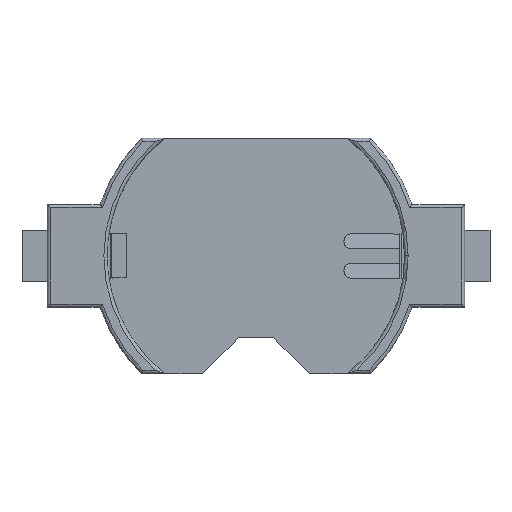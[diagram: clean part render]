
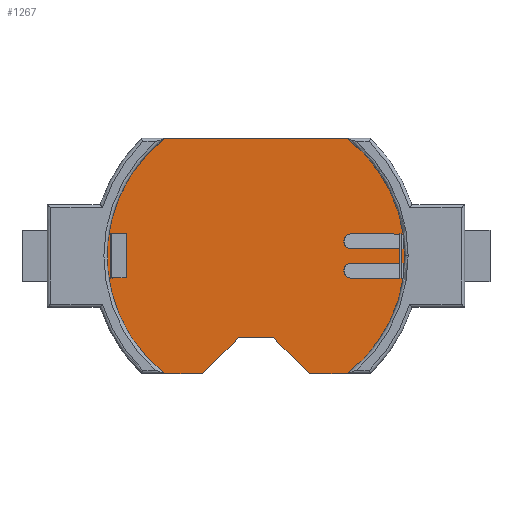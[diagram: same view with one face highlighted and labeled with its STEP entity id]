
A CAD part, top view. The second image highlights one B-rep face of the part: STEP entity #1267.
In plain terms, the highlighted planar face has unit normal (0, 0, 1).
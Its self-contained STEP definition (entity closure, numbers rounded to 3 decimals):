
#13=DIRECTION('',(0.,0.,1.));
#34=VECTOR('',#35,1.);
#35=DIRECTION('',(0.,-1.,0.));
#47=DIRECTION('',(1.,0.,0.));
#57=VECTOR('',#58,1.);
#58=DIRECTION('',(-1.,0.,0.));
#84=DIRECTION('',(-0.707,0.707,0.));
#148=DIRECTION('',(-0.707,-0.707,0.));
#166=VECTOR('',#47,1.);
#173=DIRECTION('',(0.,1.,0.));
#371=VECTOR('',#173,1.);
#667=VERTEX_POINT('',#668);
#668=CARTESIAN_POINT('',(-6.222,8.,1.1));
#671=EDGE_CURVE('',#672,#667,#674,.T.);
#672=VERTEX_POINT('',#673);
#673=CARTESIAN_POINT('',(6.222,8.,1.1));
#674=LINE('',#675,#57);
#675=CARTESIAN_POINT('',(-7.1,8.,1.1));
#1135=VERTEX_POINT('',#1136);
#1136=CARTESIAN_POINT('',(-6.222,-8.,1.1));
#1138=ORIENTED_EDGE('',*,*,#1139,.F.);
#1139=EDGE_CURVE('',#1140,#1135,#1142,.T.);
#1140=VERTEX_POINT('',#1141);
#1141=CARTESIAN_POINT('',(-3.636,-8.,1.1));
#1142=LINE('',#1143,#57);
#1143=CARTESIAN_POINT('',(-7.1,-8.,1.1));
#1240=VERTEX_POINT('',#1241);
#1241=CARTESIAN_POINT('',(6.222,-8.,1.1));
#1257=EDGE_CURVE('',#1258,#672,#1260,.T.);
#1258=VERTEX_POINT('',#1259);
#1259=CARTESIAN_POINT('',(10.135,0.,1.1));
#1260=CIRCLE('',#1261,10.135);
#1261=AXIS2_PLACEMENT_3D('',#1262,#13,#47);
#1262=CARTESIAN_POINT('',(0.,0.,1.1));
#1264=EDGE_CURVE('',#1240,#1258,#1260,.T.);
#1267=ADVANCED_FACE('',(#1268,#1297,#1363),#1393,.T.);
#1268=FACE_BOUND('',#1269,.T.);
#1269=EDGE_LOOP('',(#1270,#1271,#1272,#1138,#1274,#1281,#1287,#1294,#1296));
#1270=ORIENTED_EDGE('',*,*,#1257,.T.);
#1271=ORIENTED_EDGE('',*,*,#671,.T.);
#1272=ORIENTED_EDGE('',*,*,#1273,.T.);
#1273=EDGE_CURVE('',#667,#1135,#1260,.T.);
#1274=ORIENTED_EDGE('',*,*,#1275,.F.);
#1275=EDGE_CURVE('',#1276,#1140,#1278,.T.);
#1276=VERTEX_POINT('',#1277);
#1277=CARTESIAN_POINT('',(-1.212,-5.576,1.1));
#1278=LINE('',#1279,#1280);
#1279=CARTESIAN_POINT('',(-1.939,-6.303,1.1));
#1280=VECTOR('',#148,1.);
#1281=ORIENTED_EDGE('',*,*,#1282,.F.);
#1282=EDGE_CURVE('',#1283,#1276,#1285,.T.);
#1283=VERTEX_POINT('',#1284);
#1284=CARTESIAN_POINT('',(1.212,-5.576,1.1));
#1285=LINE('',#1286,#57);
#1286=CARTESIAN_POINT('',(-0.606,-5.576,1.1));
#1287=ORIENTED_EDGE('',*,*,#1288,.F.);
#1288=EDGE_CURVE('',#1289,#1283,#1291,.T.);
#1289=VERTEX_POINT('',#1290);
#1290=CARTESIAN_POINT('',(3.636,-8.,1.1));
#1291=LINE('',#1292,#1293);
#1292=CARTESIAN_POINT('',(-0.485,-3.879,1.1));
#1293=VECTOR('',#84,1.);
#1294=ORIENTED_EDGE('',*,*,#1295,.F.);
#1295=EDGE_CURVE('',#1240,#1289,#1142,.T.);
#1296=ORIENTED_EDGE('',*,*,#1264,.T.);
#1297=FACE_BOUND('',#1298,.T.);
#1298=EDGE_LOOP('',(#1299,#1307,#1313,#1318,#1324,#1329,#1333,#1339,#1345,#1350,#1356,#1361));
#1299=ORIENTED_EDGE('',*,*,#1300,.T.);
#1300=EDGE_CURVE('',#1301,#1303,#1305,.T.);
#1301=VERTEX_POINT('',#1302);
#1302=CARTESIAN_POINT('',(9.885,0.5,1.1));
#1303=VERTEX_POINT('',#1304);
#1304=CARTESIAN_POINT('',(9.885,-0.5,1.1));
#1305=LINE('',#1306,#34);
#1306=CARTESIAN_POINT('',(9.885,-0.75,1.1));
#1307=ORIENTED_EDGE('',*,*,#1308,.T.);
#1308=EDGE_CURVE('',#1303,#1309,#1311,.T.);
#1309=VERTEX_POINT('',#1310);
#1310=CARTESIAN_POINT('',(10.019,-0.5,1.1));
#1311=LINE('',#1312,#166);
#1312=CARTESIAN_POINT('',(5.375,-0.5,1.1));
#1313=ORIENTED_EDGE('',*,*,#1314,.F.);
#1314=EDGE_CURVE('',#1315,#1309,#1317,.T.);
#1315=VERTEX_POINT('',#1316);
#1316=CARTESIAN_POINT('',(10.019,-1.5,1.1));
#1317=LINE('',#1310,#371);
#1318=ORIENTED_EDGE('',*,*,#1319,.F.);
#1319=EDGE_CURVE('',#1320,#1315,#1322,.T.);
#1320=VERTEX_POINT('',#1321);
#1321=CARTESIAN_POINT('',(9.726,-1.5,1.1));
#1322=LINE('',#1323,#166);
#1323=CARTESIAN_POINT('',(4.61,-1.5,1.1));
#1324=ORIENTED_EDGE('',*,*,#1325,.T.);
#1325=EDGE_CURVE('',#1320,#1326,#1328,.T.);
#1326=VERTEX_POINT('',#1327);
#1327=CARTESIAN_POINT('',(9.726,-0.5,1.1));
#1328=LINE('',#1327,#371);
#1329=ORIENTED_EDGE('',*,*,#1330,.T.);
#1330=EDGE_CURVE('',#1326,#1331,#1311,.T.);
#1331=VERTEX_POINT('',#1332);
#1332=CARTESIAN_POINT('',(9.785,-0.5,1.1));
#1333=ORIENTED_EDGE('',*,*,#1334,.T.);
#1334=EDGE_CURVE('',#1331,#1335,#1337,.T.);
#1335=VERTEX_POINT('',#1336);
#1336=CARTESIAN_POINT('',(9.785,0.5,1.1));
#1337=LINE('',#1338,#371);
#1338=CARTESIAN_POINT('',(9.785,0.75,1.1));
#1339=ORIENTED_EDGE('',*,*,#1340,.T.);
#1340=EDGE_CURVE('',#1335,#1341,#1343,.T.);
#1341=VERTEX_POINT('',#1342);
#1342=CARTESIAN_POINT('',(9.726,0.5,1.1));
#1343=LINE('',#1344,#57);
#1344=CARTESIAN_POINT('',(2.994,0.5,1.1));
#1345=ORIENTED_EDGE('',*,*,#1346,.T.);
#1346=EDGE_CURVE('',#1341,#1347,#1349,.T.);
#1347=VERTEX_POINT('',#1348);
#1348=CARTESIAN_POINT('',(9.726,1.5,1.1));
#1349=LINE('',#1342,#371);
#1350=ORIENTED_EDGE('',*,*,#1351,.F.);
#1351=EDGE_CURVE('',#1352,#1347,#1354,.T.);
#1352=VERTEX_POINT('',#1353);
#1353=CARTESIAN_POINT('',(10.019,1.5,1.1));
#1354=LINE('',#1355,#57);
#1355=CARTESIAN_POINT('',(4.61,1.5,1.1));
#1356=ORIENTED_EDGE('',*,*,#1357,.F.);
#1357=EDGE_CURVE('',#1358,#1352,#1360,.T.);
#1358=VERTEX_POINT('',#1359);
#1359=CARTESIAN_POINT('',(10.019,0.5,1.1));
#1360=LINE('',#1359,#371);
#1361=ORIENTED_EDGE('',*,*,#1362,.T.);
#1362=EDGE_CURVE('',#1358,#1301,#1343,.T.);
#1363=FACE_BOUND('',#1364,.T.);
#1364=EDGE_LOOP('',(#1365,#1375,#1381,#1389));
#1365=ORIENTED_EDGE('',*,*,#1366,.F.);
#1366=EDGE_CURVE('',#1367,#1369,#1371,.T.);
#1367=VERTEX_POINT('',#1368);
#1368=CARTESIAN_POINT('',(-9.885,-1.5,1.1));
#1369=VERTEX_POINT('',#1370);
#1370=CARTESIAN_POINT('',(-9.785,-1.5,1.1));
#1371=LINE('',#1372,#1373);
#1372=CARTESIAN_POINT('',(-4.872,-1.5,1.1));
#1373=VECTOR('',#1374,1.);
#1374=DIRECTION('',(1.,0.,0.));
#1375=ORIENTED_EDGE('',*,*,#1376,.T.);
#1376=EDGE_CURVE('',#1367,#1377,#1379,.T.);
#1377=VERTEX_POINT('',#1378);
#1378=CARTESIAN_POINT('',(-9.885,1.5,1.1));
#1379=LINE('',#1380,#371);
#1380=CARTESIAN_POINT('',(-9.885,0.75,1.1));
#1381=ORIENTED_EDGE('',*,*,#1382,.F.);
#1382=EDGE_CURVE('',#1383,#1377,#1385,.T.);
#1383=VERTEX_POINT('',#1384);
#1384=CARTESIAN_POINT('',(-9.785,1.5,1.1));
#1385=LINE('',#1386,#1387);
#1386=CARTESIAN_POINT('',(-4.872,1.5,1.1));
#1387=VECTOR('',#1388,1.);
#1388=DIRECTION('',(-1.,0.,0.));
#1389=ORIENTED_EDGE('',*,*,#1390,.T.);
#1390=EDGE_CURVE('',#1383,#1369,#1391,.T.);
#1391=LINE('',#1392,#34);
#1392=CARTESIAN_POINT('',(-9.785,-0.75,1.1));
#1393=PLANE('',#1394);
#1394=AXIS2_PLACEMENT_3D('',#1395,#13,#47);
#1395=CARTESIAN_POINT('',(0.,0.,1.1));
